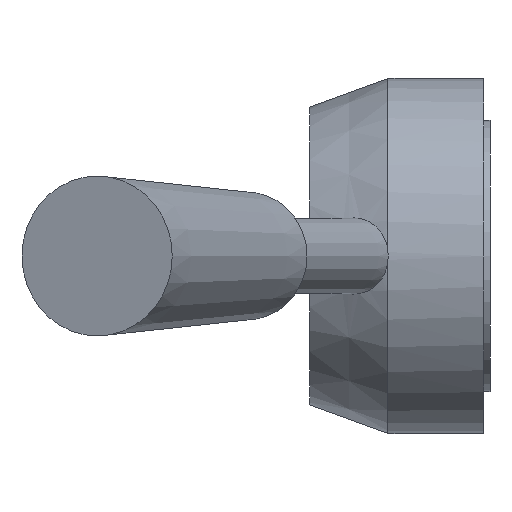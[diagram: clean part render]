
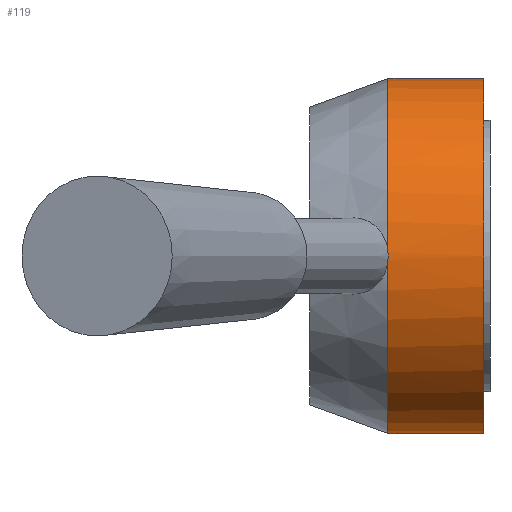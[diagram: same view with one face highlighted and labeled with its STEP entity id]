
A CAD part, left-side view. The second image highlights one B-rep face of the part: STEP entity #119.
In plain terms, the highlighted cylindrical face has radius 27.591 mm (diameter 55.181 mm), a full revolution.
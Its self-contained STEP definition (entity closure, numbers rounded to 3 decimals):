
#98=CYLINDRICAL_SURFACE('',#381,27.591);
#119=ADVANCED_FACE('',(#172,#173),#98,.T.);
#169=B_SPLINE_CURVE_WITH_KNOTS('',3,(#574,#575,#576,#577),.UNSPECIFIED.,
.F.,.F.,(4,4),(0.,1.),.UNSPECIFIED.);
#170=B_SPLINE_CURVE_WITH_KNOTS('',3,(#578,#579,#580,#581),.UNSPECIFIED.,
.F.,.F.,(4,4),(0.,1.),.UNSPECIFIED.);
#172=FACE_BOUND('',#197,.T.);
#173=FACE_BOUND('',#198,.T.);
#197=EDGE_LOOP('',(#246));
#198=EDGE_LOOP('',(#247,#248,#249,#250));
#246=ORIENTED_EDGE('',*,*,#328,.F.);
#247=ORIENTED_EDGE('',*,*,#326,.T.);
#248=ORIENTED_EDGE('',*,*,#329,.T.);
#249=ORIENTED_EDGE('',*,*,#324,.T.);
#250=ORIENTED_EDGE('',*,*,#330,.T.);
#296=VERTEX_POINT('',#561);
#297=VERTEX_POINT('',#563);
#298=VERTEX_POINT('',#567);
#299=VERTEX_POINT('',#569);
#300=VERTEX_POINT('',#573);
#324=EDGE_CURVE('',#296,#297,#349,.T.);
#326=EDGE_CURVE('',#299,#298,#350,.T.);
#328=EDGE_CURVE('',#300,#300,#351,.T.);
#329=EDGE_CURVE('',#298,#296,#169,.T.);
#330=EDGE_CURVE('',#297,#299,#170,.T.);
#349=CIRCLE('',#374,27.591);
#350=CIRCLE('',#377,27.591);
#351=CIRCLE('',#380,27.591);
#374=AXIS2_PLACEMENT_3D('',#564,#430,#431);
#377=AXIS2_PLACEMENT_3D('',#568,#436,#437);
#380=AXIS2_PLACEMENT_3D('',#572,#442,#443);
#381=AXIS2_PLACEMENT_3D('',#582,#444,#445);
#430=DIRECTION('',(0.,-1.,0.));
#431=DIRECTION('',(0.,0.,-1.));
#436=DIRECTION('',(0.,-1.,0.));
#437=DIRECTION('',(0.,0.,-1.));
#442=DIRECTION('',(0.,-1.,0.));
#443=DIRECTION('',(0.,0.,-1.));
#444=DIRECTION('',(0.,-1.,0.));
#445=DIRECTION('',(0.,0.,-1.));
#561=CARTESIAN_POINT('',(266.615,159.794,0.367));
#563=CARTESIAN_POINT('',(211.442,159.794,0.602));
#564=CARTESIAN_POINT('',(239.026,159.794,0.));
#567=CARTESIAN_POINT('',(266.615,159.794,-0.367));
#568=CARTESIAN_POINT('',(239.026,159.794,0.));
#569=CARTESIAN_POINT('',(211.442,159.794,-0.602));
#572=CARTESIAN_POINT('',(239.026,144.962,0.));
#573=CARTESIAN_POINT('',(239.026,144.962,-27.591));
#574=CARTESIAN_POINT('',(266.615,159.794,-0.367));
#575=CARTESIAN_POINT('',(266.618,159.779,-0.123));
#576=CARTESIAN_POINT('',(266.618,159.779,0.123));
#577=CARTESIAN_POINT('',(266.615,159.794,0.367));
#578=CARTESIAN_POINT('',(211.442,159.794,0.602));
#579=CARTESIAN_POINT('',(211.434,159.754,0.203));
#580=CARTESIAN_POINT('',(211.434,159.754,-0.203));
#581=CARTESIAN_POINT('',(211.442,159.794,-0.602));
#582=CARTESIAN_POINT('',(239.026,138.,0.));
